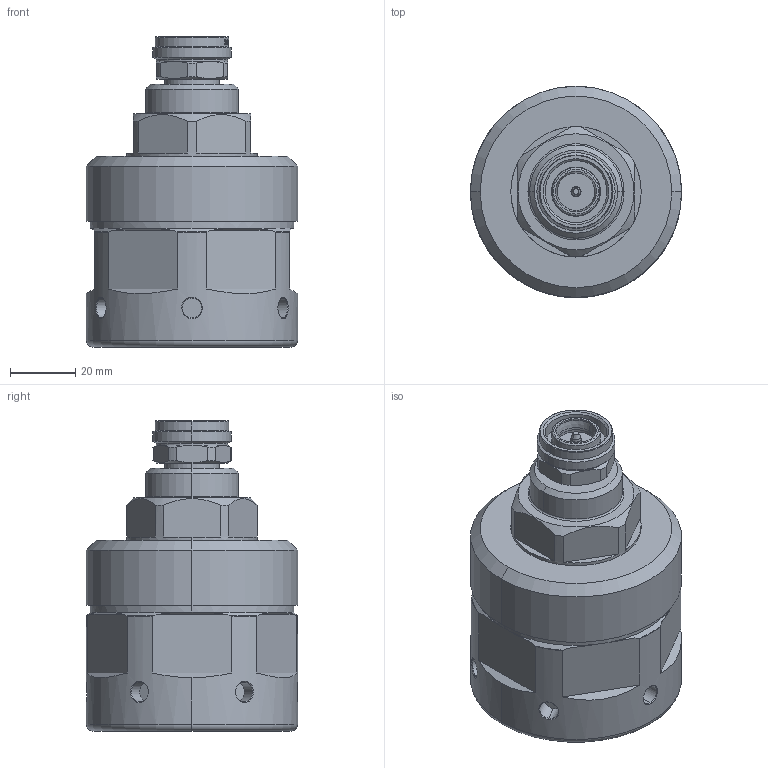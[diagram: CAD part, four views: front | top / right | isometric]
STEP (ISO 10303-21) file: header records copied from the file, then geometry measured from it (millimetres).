
FILE_DESCRIPTION (( 'STEP AP214' ), '1' );
FILE_NAME ('J01440A0030.STEP', '2018-07-11T11:33:34', ( '' ), ( '' ), 'SwSTEP 2.0', 'SolidWorks 2017', '' );
FILE_SCHEMA (( 'AUTOMOTIVE_DESIGN' ));
Length unit declared in the file: millimetre
Products named in the file (1): J01440A0030
Bounding box: 64.8 x 64.8 x 95.13 mm (x, y, z)
Volume: 183905.3 mm3; surface area: 33323 mm2
Topology: 3 solids, 3 shells, 354 faces, 879 edges, 562 vertices
Faces by surface type: plane 115, bspline 91, cylinder 76, cone 50, torus 22
Entity records: 21500 total; most frequent: CARTESIAN_POINT 9981, ORIENTED_EDGE 1758, DIRECTION 1298, EDGE_CURVE 879, VERTEX_POINT 562, AXIS2_PLACEMENT_3D 522, EDGE_LOOP 389, UNCERTAINTY_MEASURE_WITH_UNIT 356
